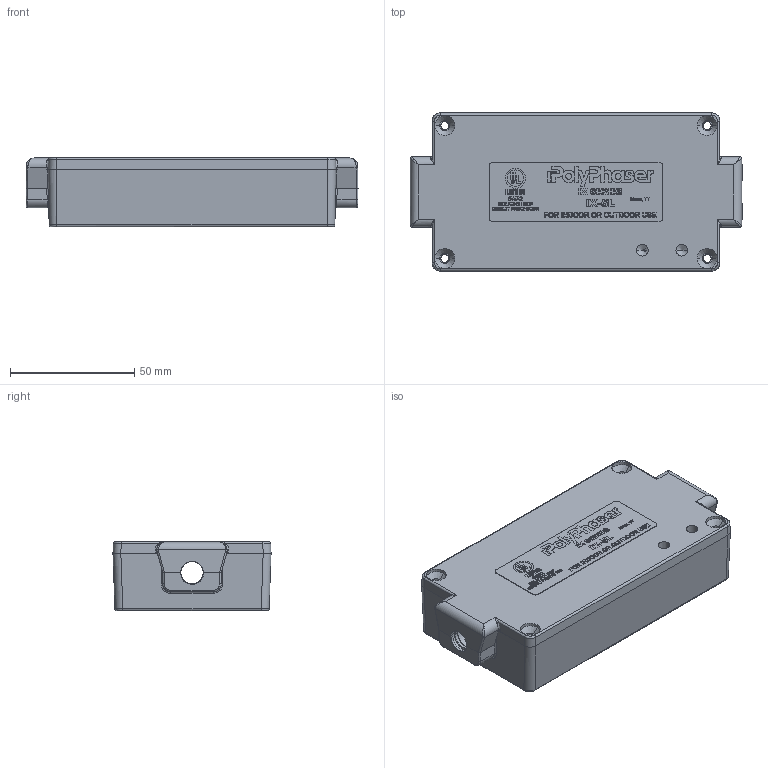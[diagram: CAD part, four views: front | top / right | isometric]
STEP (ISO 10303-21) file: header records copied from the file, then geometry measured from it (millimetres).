
FILE_DESCRIPTION (( 'STEP AP214' ), '1' );
FILE_NAME ('IX-5L.STEP', '2019-07-30T15:45:11', ( '' ), ( '' ), 'SwSTEP 2.0', 'SolidWorks 2019', '' );
FILE_SCHEMA (( 'AUTOMOTIVE_DESIGN' ));
Length unit declared in the file: inch
Products named in the file (14): 5331-0012; 7040-0109; 5331-0013; 7020-3017; 5331-0012-01; IX-5L; 7020-2701; 9500-0041; 5331-0013-01
Assembly tree (8 placements, depth 4):
  5331-0012
  7040-0109
  5331-0013
  7020-3017
  IX-5L
    9500-0041
      5331-0013-01
        5331-0013
      7040-0109
    5331-0012-01
      5331-0012
    7020-3017
    7020-2701
Bounding box: 133.35 x 63.5 x 27.9 mm (x, y, z)
Volume: 85224.4 mm3; surface area: 65146.5 mm2
Topology: 5 solids, 5 shells, 4646 faces, 12417 edges, 8149 vertices
Faces by surface type: plane 3027, bspline 1179, cylinder 400, cone 40
Entity records: 245023 total; most frequent: CARTESIAN_POINT 95174, ORIENTED_EDGE 24758, DIRECTION 17612, EDGE_CURVE 12379, LINE 9218, VECTOR 9218, VERTEX_POINT 8149, EDGE_LOOP 5074
